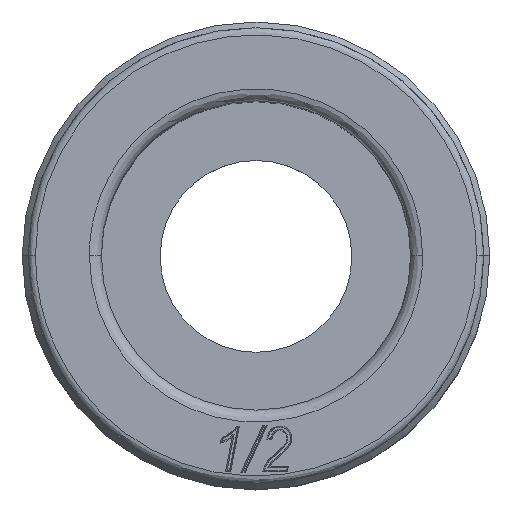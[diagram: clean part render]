
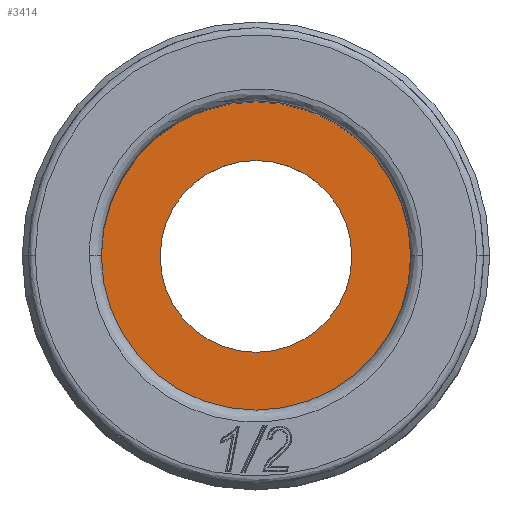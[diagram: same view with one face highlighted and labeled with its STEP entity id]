
A CAD part, top view. The second image highlights one B-rep face of the part: STEP entity #3414.
In plain terms, the highlighted planar face has unit normal (0, 0, 1).
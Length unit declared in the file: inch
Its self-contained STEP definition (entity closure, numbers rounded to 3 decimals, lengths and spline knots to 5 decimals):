
#112 = CARTESIAN_POINT ( 'NONE',  ( 0.25394, 0., 0.02165 ) ) ;
#143 = AXIS2_PLACEMENT_3D ( 'NONE', #4784, #847, #4325 ) ;
#144 = ORIENTED_EDGE ( 'NONE', *, *, #4551, .T. ) ;
#283 = VERTEX_POINT ( 'NONE', #2910 ) ;
#476 = CARTESIAN_POINT ( 'NONE',  ( -0.25394, 0., 0.02165 ) ) ;
#638 = EDGE_CURVE ( 'NONE', #283, #2259, #4224, .T. ) ;
#847 = DIRECTION ( 'NONE',  ( 0., 0., -1. ) ) ;
#1483 = DIRECTION ( 'NONE',  ( 1., 0., 0. ) ) ;
#1488 = AXIS2_PLACEMENT_3D ( 'NONE', #112, #4064, #5614 ) ;
#1496 = DIRECTION ( 'NONE',  ( -1., 0., 0. ) ) ;
#2077 = ORIENTED_EDGE ( 'NONE', *, *, #3579, .T. ) ;
#2240 = FACE_BOUND ( 'NONE', #6396, .T. ) ;
#2259 = VERTEX_POINT ( 'NONE', #476 ) ;
#2446 = DIRECTION ( 'NONE',  ( 0., 0., 1. ) ) ;
#2496 = CARTESIAN_POINT ( 'NONE',  ( 0., 0., 0.02165 ) ) ;
#2670 = ORIENTED_EDGE ( 'NONE', *, *, #638, .T. ) ;
#2764 = DIRECTION ( 'NONE',  ( 0., 0., 1. ) ) ;
#2910 = CARTESIAN_POINT ( 'NONE',  ( 0.25394, 0., 0.02165 ) ) ;
#3414 = ADVANCED_FACE ( 'NONE', ( #4277, #2240 ), #3536, .T. ) ;
#3505 = CARTESIAN_POINT ( 'NONE',  ( -0.15748, 0., 0.02165 ) ) ;
#3536 = PLANE ( 'NONE',  #1488 ) ;
#3579 = EDGE_CURVE ( 'NONE', #6366, #6128, #3729, .T. ) ;
#3729 = CIRCLE ( 'NONE', #143, 0.15748 ) ;
#3843 = AXIS2_PLACEMENT_3D ( 'NONE', #2496, #3931, #1483 ) ;
#3931 = DIRECTION ( 'NONE',  ( 0., 0., -1. ) ) ;
#4064 = DIRECTION ( 'NONE',  ( 0., 0., 1. ) ) ;
#4224 = CIRCLE ( 'NONE', #6215, 0.25394 ) ;
#4277 = FACE_OUTER_BOUND ( 'NONE', #6091, .T. ) ;
#4313 = ORIENTED_EDGE ( 'NONE', *, *, #4510, .T. ) ;
#4325 = DIRECTION ( 'NONE',  ( 1., 0., 0. ) ) ;
#4436 = AXIS2_PLACEMENT_3D ( 'NONE', #5924, #2446, #1496 ) ;
#4510 = EDGE_CURVE ( 'NONE', #6128, #6366, #6372, .T. ) ;
#4551 = EDGE_CURVE ( 'NONE', #2259, #283, #5532, .T. ) ;
#4784 = CARTESIAN_POINT ( 'NONE',  ( 0., 0., 0.02165 ) ) ;
#5276 = CARTESIAN_POINT ( 'NONE',  ( 0., 0., 0.02165 ) ) ;
#5532 = CIRCLE ( 'NONE', #4436, 0.25394 ) ;
#5614 = DIRECTION ( 'NONE',  ( 1., 0., 0. ) ) ;
#5757 = CARTESIAN_POINT ( 'NONE',  ( 0.15748, 0., 0.02165 ) ) ;
#5924 = CARTESIAN_POINT ( 'NONE',  ( 0., 0., 0.02165 ) ) ;
#6091 = EDGE_LOOP ( 'NONE', ( #144, #2670 ) ) ;
#6128 = VERTEX_POINT ( 'NONE', #5757 ) ;
#6215 = AXIS2_PLACEMENT_3D ( 'NONE', #5276, #2764, #6268 ) ;
#6268 = DIRECTION ( 'NONE',  ( -1., 0., 0. ) ) ;
#6366 = VERTEX_POINT ( 'NONE', #3505 ) ;
#6372 = CIRCLE ( 'NONE', #3843, 0.15748 ) ;
#6396 = EDGE_LOOP ( 'NONE', ( #4313, #2077 ) ) ;
